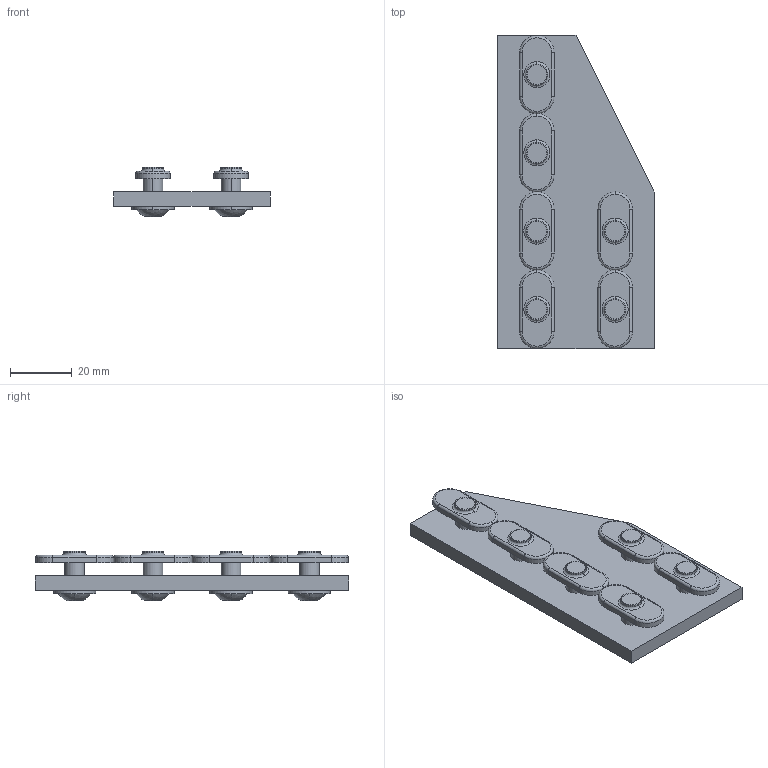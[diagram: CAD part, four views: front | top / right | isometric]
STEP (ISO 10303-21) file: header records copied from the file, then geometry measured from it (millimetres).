
FILE_DESCRIPTION (( 'STEP AP203' ), '1' );
FILE_NAME ('653057OH.SLDASM.step', '2003-10-13T11:21:43', ( 'Jerry Winters' ), ( 'GoEngineer' ), 'SwSTEP 2.0', 'SolidWorks 2003174', '' );
FILE_SCHEMA (( 'CONFIG_CONTROL_DESIGN' ));
Length unit declared in the file: inch
Products named in the file (5): 653057OH.SLDASM; Joining Plate (90 Degree)_653057; 651130; FBHSCS_651136; 651163
Assembly tree (9 placements, depth 3):
  653057OH.SLDASM
    651130  x6
      FBHSCS_651136
      651163
    Joining Plate (90 Degree)_653057
Bounding box: 50.8 x 101.6 x 16 mm (x, y, z)
Volume: 27720.6 mm3; surface area: 18603.3 mm2
Topology: 13 solids, 13 shells, 235 faces, 513 edges, 328 vertices
Faces by surface type: plane 103, cylinder 90, torus 30, sphere 12
Entity records: 2315 total; most frequent: DIRECTION 328, CARTESIAN_POINT 279, ORIENTED_EDGE 256, AXIS2_PLACEMENT_3D 132, EDGE_CURVE 128, VERTEX_POINT 83, EDGE_LOOP 73, CIRCLE 64
